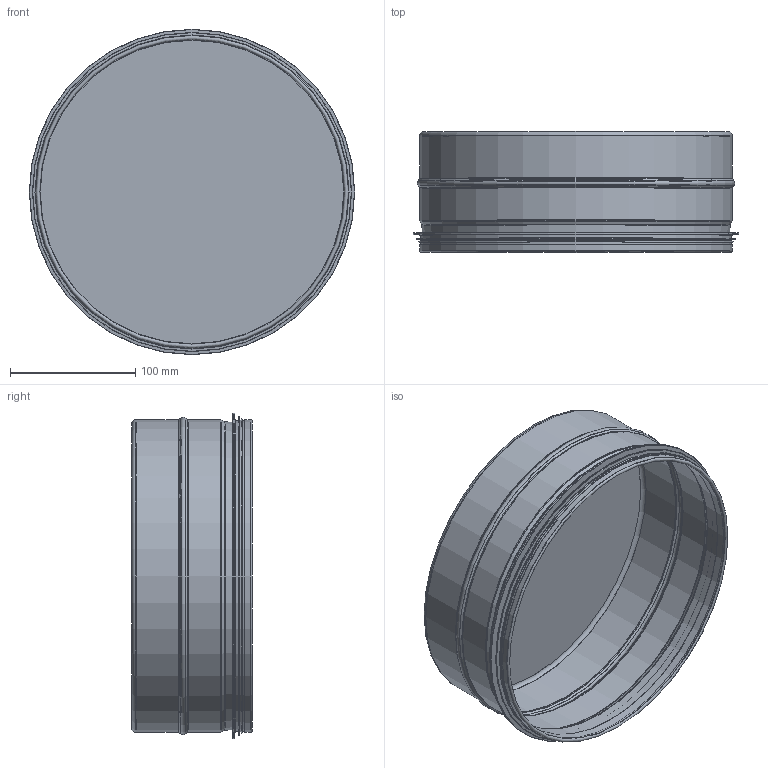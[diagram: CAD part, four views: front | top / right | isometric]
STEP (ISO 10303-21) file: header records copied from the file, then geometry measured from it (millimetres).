
FILE_DESCRIPTION((''),'2;1');
FILE_NAME('HÄL-250.stp','2014-02-21T11:12:49',(''),(''),'Autodesk Inventor 2013','Autodesk Inventor 2013','');
FILE_SCHEMA(('AUTOMOTIVE_DESIGN { 1 2 10303 214 0 1 1 1 }'));
Length unit declared in the file: millimetre
Products named in the file (3): HÄL-250; HälRörämne-250; 999007
Assembly tree (2 placements, depth 2):
  HÄL-250
    HälRörämne-250
    999007
Bounding box: 259.3 x 96 x 259.3 mm (x, y, z)
Volume: 91250.4 mm3; surface area: 296921.4 mm2
Topology: 2 solids, 2 shells, 52 faces, 95 edges, 51 vertices
Faces by surface type: torus 20, cylinder 14, cone 10, plane 8
Full cylindrical faces by diameter (mm): 243.1 x1, 244.1 x1, 245.3 x1, 247.9 x6, 248.9 x3, 254.3 x1, 259.3 x1
Entity records: 1194 total; most frequent: DIRECTION 216, CARTESIAN_POINT 159, AXIS2_PLACEMENT_3D 108, ORIENTED_EDGE 102, EDGE_LOOP 102, STYLED_ITEM 54, FACE_OUTER_BOUND 52, ADVANCED_FACE 52
